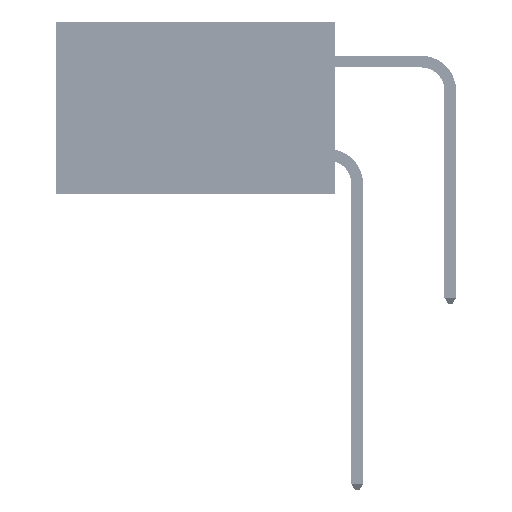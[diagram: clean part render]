
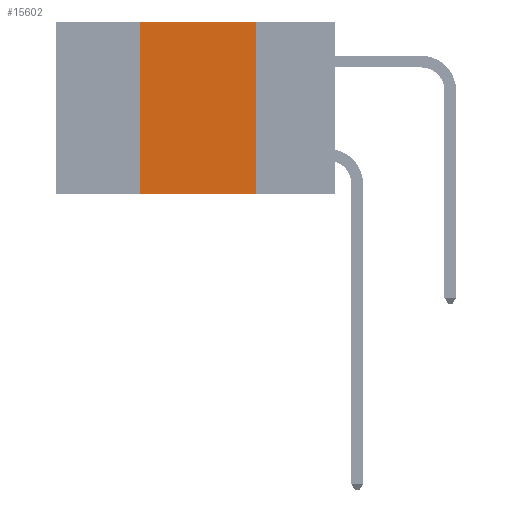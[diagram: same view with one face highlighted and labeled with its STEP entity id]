
A CAD part, left-side view. The second image highlights one B-rep face of the part: STEP entity #15602.
In plain terms, the highlighted planar face has unit normal (-1, 0, 0).
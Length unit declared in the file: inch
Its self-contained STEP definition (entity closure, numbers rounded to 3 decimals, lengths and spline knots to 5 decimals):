
#1081 = CARTESIAN_POINT ( 'NONE',  ( 0., 0.42, -0.37 ) ) ;
#1771 = LINE ( 'NONE', #6317, #46159 ) ;
#3523 = VERTEX_POINT ( 'NONE', #1081 ) ;
#3864 = CARTESIAN_POINT ( 'NONE',  ( 0., 0.17, 0. ) ) ;
#5636 = DIRECTION ( 'NONE',  ( 0., -1., 0. ) ) ;
#6317 = CARTESIAN_POINT ( 'NONE',  ( 0., 0.17, 0. ) ) ;
#6491 = CARTESIAN_POINT ( 'NONE',  ( 0., 0.42, 0. ) ) ;
#9677 = CARTESIAN_POINT ( 'NONE',  ( 0., 0.6, 0. ) ) ;
#11430 = CARTESIAN_POINT ( 'NONE',  ( 0., 0.6, -0.37 ) ) ;
#12431 = FACE_OUTER_BOUND ( 'NONE', #49544, .T. ) ;
#15181 = LINE ( 'NONE', #49460, #30779 ) ;
#15602 = ADVANCED_FACE ( 'NONE', ( #12431 ), #25692, .F. ) ;
#15611 = EDGE_CURVE ( 'NONE', #32774, #18141, #1771, .T. ) ;
#18116 = EDGE_CURVE ( 'NONE', #3523, #24341, #43388, .T. ) ;
#18141 = VERTEX_POINT ( 'NONE', #18539 ) ;
#18200 = DIRECTION ( 'NONE',  ( 0., 0., -1. ) ) ;
#18539 = CARTESIAN_POINT ( 'NONE',  ( 0., 0.17, -0.37 ) ) ;
#19436 = DIRECTION ( 'NONE',  ( 0., -1., 0. ) ) ;
#20483 = VECTOR ( 'NONE', #19436, 39.37008 ) ;
#24341 = VERTEX_POINT ( 'NONE', #47985 ) ;
#25692 = PLANE ( 'NONE',  #35429 ) ;
#25876 = VECTOR ( 'NONE', #30069, 39.37008 ) ;
#29563 = DIRECTION ( 'NONE',  ( 1., 0., 0. ) ) ;
#30069 = DIRECTION ( 'NONE',  ( 0., 0., 1. ) ) ;
#30779 = VECTOR ( 'NONE', #5636, 39.37008 ) ;
#32774 = VERTEX_POINT ( 'NONE', #3864 ) ;
#33380 = ORIENTED_EDGE ( 'NONE', *, *, #15611, .F. ) ;
#35115 = ORIENTED_EDGE ( 'NONE', *, *, #47803, .F. ) ;
#35429 = AXIS2_PLACEMENT_3D ( 'NONE', #9677, #29563, #18200 ) ;
#37746 = DIRECTION ( 'NONE',  ( 0., 0., -1. ) ) ;
#37894 = EDGE_CURVE ( 'NONE', #3523, #18141, #37945, .T. ) ;
#37945 = LINE ( 'NONE', #11430, #20483 ) ;
#39467 = ORIENTED_EDGE ( 'NONE', *, *, #37894, .T. ) ;
#40318 = ORIENTED_EDGE ( 'NONE', *, *, #18116, .F. ) ;
#43388 = LINE ( 'NONE', #6491, #25876 ) ;
#46159 = VECTOR ( 'NONE', #37746, 39.37008 ) ;
#47803 = EDGE_CURVE ( 'NONE', #24341, #32774, #15181, .T. ) ;
#47985 = CARTESIAN_POINT ( 'NONE',  ( 0., 0.42, 0. ) ) ;
#49460 = CARTESIAN_POINT ( 'NONE',  ( 0., 0.6, 0. ) ) ;
#49544 = EDGE_LOOP ( 'NONE', ( #33380, #35115, #40318, #39467 ) ) ;
